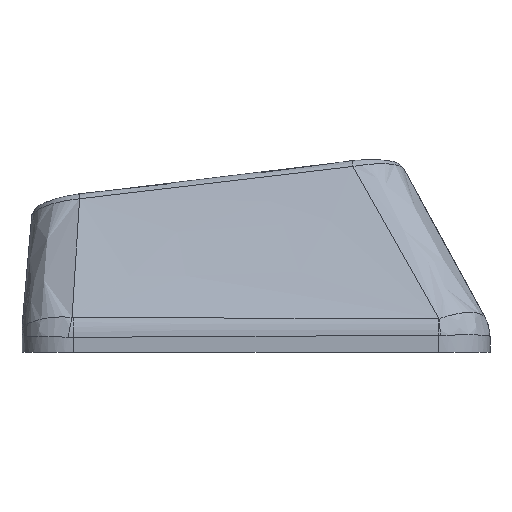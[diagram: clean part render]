
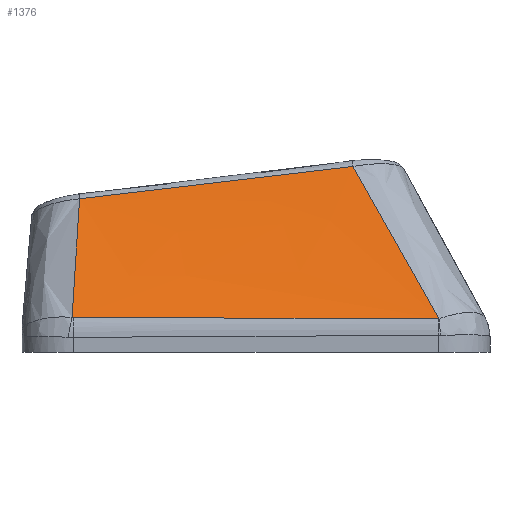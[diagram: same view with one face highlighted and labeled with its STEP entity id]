
A CAD part, left-side view. The second image highlights one B-rep face of the part: STEP entity #1376.
In plain terms, the highlighted free-form (B-spline) face has degree [3, 3] with [4, 4] control points.
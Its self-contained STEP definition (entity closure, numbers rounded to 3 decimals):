
#29=B_SPLINE_SURFACE_WITH_KNOTS('',3,3,((#3017,#3018,#3019,#3020),(#3021,
#3022,#3023,#3024),(#3025,#3026,#3027,#3028),(#3029,#3030,#3031,#3032)),
 .UNSPECIFIED.,.F.,.F.,.F.,(4,4),(4,4),(0.101,0.893),
(0.045,0.954),.UNSPECIFIED.);
#282=FACE_OUTER_BOUND('',#364,.T.);
#364=EDGE_LOOP('',(#1107,#1108,#1109,#1110,#1111,#1112));
#485=B_SPLINE_CURVE_WITH_KNOTS('',3,(#2875,#2876,#2877,#2878),
 .UNSPECIFIED.,.F.,.F.,(4,4),(0.,0.005),.UNSPECIFIED.);
#487=B_SPLINE_CURVE_WITH_KNOTS('',3,(#2902,#2903,#2904,#2905),
 .UNSPECIFIED.,.F.,.F.,(4,4),(0.,1.416),.UNSPECIFIED.);
#489=B_SPLINE_CURVE_WITH_KNOTS('',3,(#2929,#2930,#2931,#2932),
 .UNSPECIFIED.,.F.,.F.,(4,4),(0.,0.002),.UNSPECIFIED.);
#492=B_SPLINE_CURVE_WITH_KNOTS('',3,(#3034,#3035,#3036,#3037),
 .UNSPECIFIED.,.F.,.F.,(4,4),(0.036,0.771),
 .UNSPECIFIED.);
#493=B_SPLINE_CURVE_WITH_KNOTS('',3,(#3039,#3040,#3041,#3042),
 .UNSPECIFIED.,.F.,.F.,(4,4),(-1.068,0.),
 .UNSPECIFIED.);
#494=B_SPLINE_CURVE_WITH_KNOTS('',3,(#3043,#3044,#3045,#3046),
 .UNSPECIFIED.,.F.,.F.,(4,4),(-0.569,-0.031),
 .UNSPECIFIED.);
#624=VERTEX_POINT('',#2843);
#626=VERTEX_POINT('',#2873);
#628=VERTEX_POINT('',#2900);
#630=VERTEX_POINT('',#2927);
#637=VERTEX_POINT('',#3033);
#638=VERTEX_POINT('',#3038);
#797=EDGE_CURVE('',#626,#624,#485,.T.);
#800=EDGE_CURVE('',#628,#626,#487,.T.);
#803=EDGE_CURVE('',#630,#628,#489,.T.);
#815=EDGE_CURVE('',#637,#630,#492,.T.);
#816=EDGE_CURVE('',#638,#637,#493,.T.);
#817=EDGE_CURVE('',#624,#638,#494,.T.);
#1107=ORIENTED_EDGE('',*,*,#797,.F.);
#1108=ORIENTED_EDGE('',*,*,#800,.F.);
#1109=ORIENTED_EDGE('',*,*,#803,.F.);
#1110=ORIENTED_EDGE('',*,*,#815,.F.);
#1111=ORIENTED_EDGE('',*,*,#816,.F.);
#1112=ORIENTED_EDGE('',*,*,#817,.F.);
#1376=ADVANCED_FACE('',(#282),#29,.T.);
#2843=CARTESIAN_POINT('',(-8.864,7.138,0.361));
#2873=CARTESIAN_POINT('',(-8.867,7.086,0.356));
#2875=CARTESIAN_POINT('Ctrl Pts',(-8.867,7.086,0.356));
#2876=CARTESIAN_POINT('Ctrl Pts',(-8.867,7.103,0.356));
#2877=CARTESIAN_POINT('Ctrl Pts',(-8.866,7.121,0.358));
#2878=CARTESIAN_POINT('Ctrl Pts',(-8.864,7.138,0.361));
#2900=CARTESIAN_POINT('',(-8.936,-7.078,0.304));
#2902=CARTESIAN_POINT('Ctrl Pts',(-8.936,-7.078,0.304));
#2903=CARTESIAN_POINT('Ctrl Pts',(-8.919,-2.357,0.32));
#2904=CARTESIAN_POINT('Ctrl Pts',(-8.897,2.364,0.337));
#2905=CARTESIAN_POINT('Ctrl Pts',(-8.867,7.086,0.356));
#2927=CARTESIAN_POINT('',(-8.936,-7.099,0.305));
#2929=CARTESIAN_POINT('Ctrl Pts',(-8.936,-7.099,0.305));
#2930=CARTESIAN_POINT('Ctrl Pts',(-8.936,-7.092,0.305));
#2931=CARTESIAN_POINT('Ctrl Pts',(-8.936,-7.085,0.304));
#2932=CARTESIAN_POINT('Ctrl Pts',(-8.936,-7.078,0.304));
#3017=CARTESIAN_POINT('Ctrl Pts',(-6.11,-4.134,6.257));
#3018=CARTESIAN_POINT('Ctrl Pts',(-7.052,-5.122,4.273));
#3019=CARTESIAN_POINT('Ctrl Pts',(-7.994,-6.111,2.289));
#3020=CARTESIAN_POINT('Ctrl Pts',(-8.936,-7.099,0.304));
#3021=CARTESIAN_POINT('Ctrl Pts',(-6.11,-0.376,
5.822));
#3022=CARTESIAN_POINT('Ctrl Pts',(-7.052,-1.035,3.976));
#3023=CARTESIAN_POINT('Ctrl Pts',(-7.994,-1.694,2.13));
#3024=CARTESIAN_POINT('Ctrl Pts',(-8.936,-2.353,0.283));
#3025=CARTESIAN_POINT('Ctrl Pts',(-6.11,3.382,5.387));
#3026=CARTESIAN_POINT('Ctrl Pts',(-7.052,3.052,3.679));
#3027=CARTESIAN_POINT('Ctrl Pts',(-7.994,2.722,1.97));
#3028=CARTESIAN_POINT('Ctrl Pts',(-8.936,2.392,0.262));
#3029=CARTESIAN_POINT('Ctrl Pts',(-6.11,7.14,4.953));
#3030=CARTESIAN_POINT('Ctrl Pts',(-7.052,7.14,3.382));
#3031=CARTESIAN_POINT('Ctrl Pts',(-7.994,7.139,1.811));
#3032=CARTESIAN_POINT('Ctrl Pts',(-8.936,7.138,0.241));
#3033=CARTESIAN_POINT('',(-6.11,-3.758,6.214));
#3034=CARTESIAN_POINT('Ctrl Pts',(-6.11,-3.758,6.214));
#3035=CARTESIAN_POINT('Ctrl Pts',(-7.058,-4.877,4.249));
#3036=CARTESIAN_POINT('Ctrl Pts',(-7.999,-5.99,2.278));
#3037=CARTESIAN_POINT('Ctrl Pts',(-8.936,-7.099,0.305));
#3038=CARTESIAN_POINT('',(-6.125,6.845,4.961));
#3039=CARTESIAN_POINT('Ctrl Pts',(-6.125,6.845,4.961));
#3040=CARTESIAN_POINT('Ctrl Pts',(-6.12,3.31,5.375));
#3041=CARTESIAN_POINT('Ctrl Pts',(-6.115,-0.224,
5.793));
#3042=CARTESIAN_POINT('Ctrl Pts',(-6.11,-3.758,6.214));
#3043=CARTESIAN_POINT('Ctrl Pts',(-8.864,7.138,0.361));
#3044=CARTESIAN_POINT('Ctrl Pts',(-7.946,7.034,1.892));
#3045=CARTESIAN_POINT('Ctrl Pts',(-7.032,6.935,3.425));
#3046=CARTESIAN_POINT('Ctrl Pts',(-6.125,6.845,4.961));
